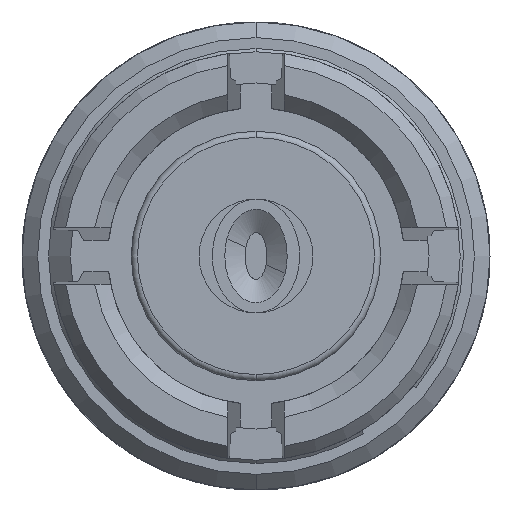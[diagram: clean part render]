
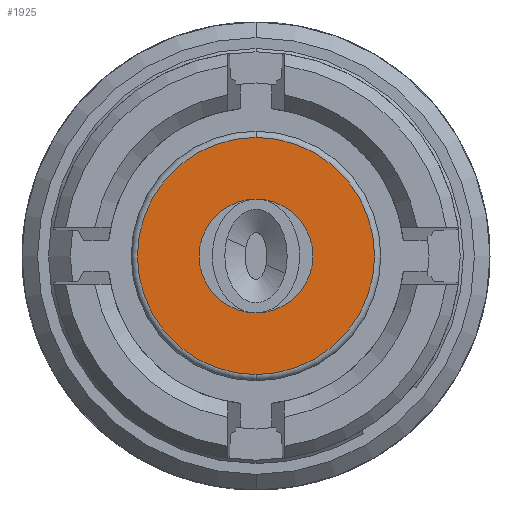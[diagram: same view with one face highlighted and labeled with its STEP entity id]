
A CAD part, left-side view. The second image highlights one B-rep face of the part: STEP entity #1925.
In plain terms, the highlighted planar face has unit normal (-1, 0, 0).
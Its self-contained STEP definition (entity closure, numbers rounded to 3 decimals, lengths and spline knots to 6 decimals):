
#232 = CARTESIAN_POINT ( 'NONE',  ( 0.005, 0., 0. ) ) ;
#1602 = CARTESIAN_POINT ( 'NONE',  ( 0.005, 0., 0. ) ) ;
#1925 = ADVANCED_FACE ( 'NONE', ( #12858, #58684 ), #26265, .T. ) ;
#2202 = CARTESIAN_POINT ( 'NONE',  ( 0.005, 0., 0.01825 ) ) ;
#3399 = DIRECTION ( 'NONE',  ( 0., 0., 1. ) ) ;
#4585 = VERTEX_POINT ( 'NONE', #24415 ) ;
#4711 = CIRCLE ( 'NONE', #17584, 0.01825 ) ;
#7719 = CARTESIAN_POINT ( 'NONE',  ( 0.005, 0., 0. ) ) ;
#9728 = DIRECTION ( 'NONE',  ( 0., 0., 1. ) ) ;
#10620 = CIRCLE ( 'NONE', #49425, 0.038 ) ;
#12858 = FACE_OUTER_BOUND ( 'NONE', #29389, .T. ) ;
#16263 = CIRCLE ( 'NONE', #36183, 0.01825 ) ;
#17584 = AXIS2_PLACEMENT_3D ( 'NONE', #232, #58040, #9728 ) ;
#18171 = CARTESIAN_POINT ( 'NONE',  ( 0.005, 0., -0.01825 ) ) ;
#19963 = EDGE_CURVE ( 'NONE', #58513, #4585, #49255, .T. ) ;
#22013 = EDGE_CURVE ( 'NONE', #34388, #24458, #16263, .T. ) ;
#22031 = ORIENTED_EDGE ( 'NONE', *, *, #42931, .F. ) ;
#22450 = DIRECTION ( 'NONE',  ( -1., 0., 0. ) ) ;
#22691 = AXIS2_PLACEMENT_3D ( 'NONE', #1602, #48789, #53396 ) ;
#22960 = CARTESIAN_POINT ( 'NONE',  ( 0.005, 0., 0. ) ) ;
#24415 = CARTESIAN_POINT ( 'NONE',  ( 0.005, 0., 0.038 ) ) ;
#24458 = VERTEX_POINT ( 'NONE', #2202 ) ;
#24591 = DIRECTION ( 'NONE',  ( -1., 0., 0. ) ) ;
#26265 = PLANE ( 'NONE',  #22691 ) ;
#27854 = EDGE_LOOP ( 'NONE', ( #22031, #48245 ) ) ;
#29389 = EDGE_LOOP ( 'NONE', ( #62606, #57451 ) ) ;
#32764 = DIRECTION ( 'NONE',  ( -1., 0., 0. ) ) ;
#34388 = VERTEX_POINT ( 'NONE', #18171 ) ;
#36183 = AXIS2_PLACEMENT_3D ( 'NONE', #38760, #24591, #48586 ) ;
#37739 = DIRECTION ( 'NONE',  ( 0., 0., 1. ) ) ;
#38760 = CARTESIAN_POINT ( 'NONE',  ( 0.005, 0., 0. ) ) ;
#42931 = EDGE_CURVE ( 'NONE', #24458, #34388, #4711, .T. ) ;
#46285 = EDGE_CURVE ( 'NONE', #4585, #58513, #10620, .T. ) ;
#48245 = ORIENTED_EDGE ( 'NONE', *, *, #22013, .F. ) ;
#48586 = DIRECTION ( 'NONE',  ( 0., 0., 1. ) ) ;
#48789 = DIRECTION ( 'NONE',  ( -1., 0., 0. ) ) ;
#49255 = CIRCLE ( 'NONE', #55065, 0.038 ) ;
#49425 = AXIS2_PLACEMENT_3D ( 'NONE', #7719, #22450, #3399 ) ;
#52281 = CARTESIAN_POINT ( 'NONE',  ( 0.005, 0., -0.038 ) ) ;
#53396 = DIRECTION ( 'NONE',  ( 0., 0., 1. ) ) ;
#55065 = AXIS2_PLACEMENT_3D ( 'NONE', #22960, #32764, #37739 ) ;
#57451 = ORIENTED_EDGE ( 'NONE', *, *, #19963, .T. ) ;
#58040 = DIRECTION ( 'NONE',  ( -1., 0., 0. ) ) ;
#58513 = VERTEX_POINT ( 'NONE', #52281 ) ;
#58684 = FACE_BOUND ( 'NONE', #27854, .T. ) ;
#62606 = ORIENTED_EDGE ( 'NONE', *, *, #46285, .T. ) ;
